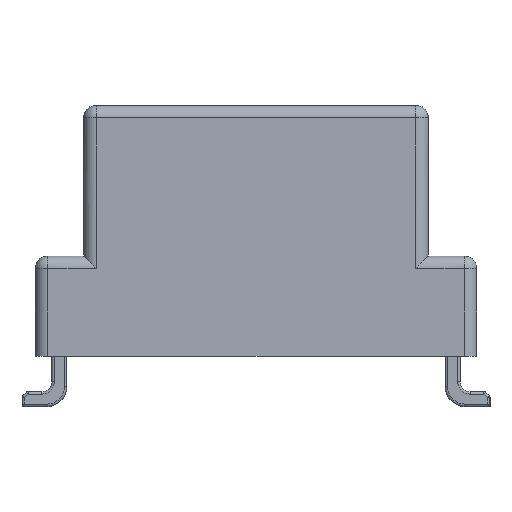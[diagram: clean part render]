
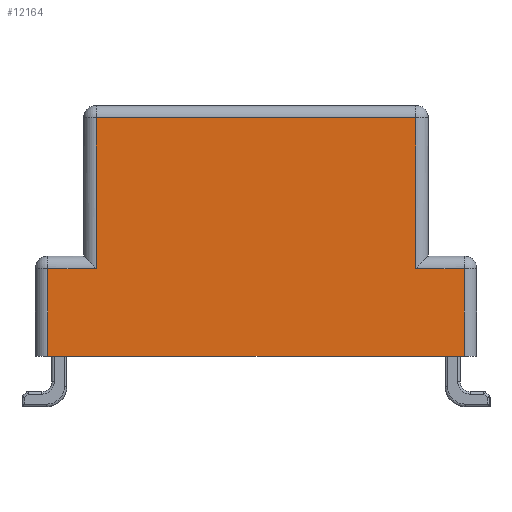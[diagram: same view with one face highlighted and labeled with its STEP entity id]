
A CAD part, left-side view. The second image highlights one B-rep face of the part: STEP entity #12164.
In plain terms, the highlighted planar face has unit normal (-1, 0, 0).
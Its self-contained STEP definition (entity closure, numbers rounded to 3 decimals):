
#204 = DIRECTION ( 'NONE',  ( 0., 0., 1. ) ) ;
#588 = VECTOR ( 'NONE', #19988, 1000. ) ;
#1321 = DIRECTION ( 'NONE',  ( 0., 1., 0. ) ) ;
#2141 = EDGE_CURVE ( 'NONE', #6183, #14925, #26432, .T. ) ;
#2374 = VERTEX_POINT ( 'NONE', #25976 ) ;
#3004 = VECTOR ( 'NONE', #1321, 1000. ) ;
#3052 = DIRECTION ( 'NONE',  ( 0., 0., -1. ) ) ;
#3369 = CARTESIAN_POINT ( 'NONE',  ( -6.35, 3.18, 4.75 ) ) ;
#4317 = EDGE_CURVE ( 'NONE', #21698, #9503, #7590, .T. ) ;
#4364 = LINE ( 'NONE', #4522, #17070 ) ;
#4399 = CARTESIAN_POINT ( 'NONE',  ( -6.35, 3.18, 1.75 ) ) ;
#4522 = CARTESIAN_POINT ( 'NONE',  ( -6.35, -4.145, 2. ) ) ;
#4610 = ORIENTED_EDGE ( 'NONE', *, *, #11135, .T. ) ;
#4671 = CARTESIAN_POINT ( 'NONE',  ( -6.35, 4.395, 1.75 ) ) ;
#5386 = LINE ( 'NONE', #7151, #12815 ) ;
#5902 = PLANE ( 'NONE',  #15029 ) ;
#6183 = VERTEX_POINT ( 'NONE', #18310 ) ;
#6233 = CARTESIAN_POINT ( 'NONE',  ( -6.35, 4.145, 0. ) ) ;
#6545 = VERTEX_POINT ( 'NONE', #24247 ) ;
#7151 = CARTESIAN_POINT ( 'NONE',  ( -6.35, 4.395, 0. ) ) ;
#7590 = LINE ( 'NONE', #25552, #14995 ) ;
#9503 = VERTEX_POINT ( 'NONE', #4399 ) ;
#9628 = DIRECTION ( 'NONE',  ( 0., -1., 0. ) ) ;
#10102 = VECTOR ( 'NONE', #10417, 1000. ) ;
#10417 = DIRECTION ( 'NONE',  ( 0., 1., 0. ) ) ;
#10471 = EDGE_CURVE ( 'NONE', #17128, #2374, #4364, .T. ) ;
#10567 = EDGE_LOOP ( 'NONE', ( #23005, #16016, #4610, #14724, #18148, #11172, #28465, #13036 ) ) ;
#10644 = CARTESIAN_POINT ( 'NONE',  ( -6.35, -3.18, 2. ) ) ;
#11135 = EDGE_CURVE ( 'NONE', #2374, #6183, #14515, .T. ) ;
#11172 = ORIENTED_EDGE ( 'NONE', *, *, #4317, .T. ) ;
#11247 = EDGE_CURVE ( 'NONE', #28529, #17128, #5386, .T. ) ;
#12164 = ADVANCED_FACE ( 'NONE', ( #25920 ), #5902, .F. ) ;
#12815 = VECTOR ( 'NONE', #9628, 1000. ) ;
#13036 = ORIENTED_EDGE ( 'NONE', *, *, #24483, .T. ) ;
#13284 = LINE ( 'NONE', #22168, #588 ) ;
#13590 = DIRECTION ( 'NONE',  ( 0., 1., 0. ) ) ;
#14515 = LINE ( 'NONE', #23419, #3004 ) ;
#14565 = EDGE_CURVE ( 'NONE', #9503, #6545, #15781, .T. ) ;
#14724 = ORIENTED_EDGE ( 'NONE', *, *, #2141, .T. ) ;
#14925 = VERTEX_POINT ( 'NONE', #28314 ) ;
#14995 = VECTOR ( 'NONE', #3052, 1000. ) ;
#15029 = AXIS2_PLACEMENT_3D ( 'NONE', #26616, #15089, #15366 ) ;
#15089 = DIRECTION ( 'NONE',  ( 1., 0., 0. ) ) ;
#15366 = DIRECTION ( 'NONE',  ( 0., 1., 0. ) ) ;
#15781 = LINE ( 'NONE', #4671, #24147 ) ;
#16016 = ORIENTED_EDGE ( 'NONE', *, *, #10471, .T. ) ;
#16917 = DIRECTION ( 'NONE',  ( 0., 0., 1. ) ) ;
#17070 = VECTOR ( 'NONE', #204, 1000. ) ;
#17128 = VERTEX_POINT ( 'NONE', #17739 ) ;
#17739 = CARTESIAN_POINT ( 'NONE',  ( -6.35, -4.145, 0. ) ) ;
#18148 = ORIENTED_EDGE ( 'NONE', *, *, #25761, .T. ) ;
#18162 = VECTOR ( 'NONE', #16917, 1000. ) ;
#18310 = CARTESIAN_POINT ( 'NONE',  ( -6.35, -3.18, 1.75 ) ) ;
#19630 = LINE ( 'NONE', #22084, #10102 ) ;
#19988 = DIRECTION ( 'NONE',  ( 0., 0., -1. ) ) ;
#21698 = VERTEX_POINT ( 'NONE', #3369 ) ;
#22084 = CARTESIAN_POINT ( 'NONE',  ( -6.35, 3.43, 4.75 ) ) ;
#22168 = CARTESIAN_POINT ( 'NONE',  ( -6.35, 4.145, 2. ) ) ;
#23005 = ORIENTED_EDGE ( 'NONE', *, *, #11247, .T. ) ;
#23419 = CARTESIAN_POINT ( 'NONE',  ( -6.35, -3.43, 1.75 ) ) ;
#24147 = VECTOR ( 'NONE', #13590, 1000. ) ;
#24247 = CARTESIAN_POINT ( 'NONE',  ( -6.35, 4.145, 1.75 ) ) ;
#24483 = EDGE_CURVE ( 'NONE', #6545, #28529, #13284, .T. ) ;
#25552 = CARTESIAN_POINT ( 'NONE',  ( -6.35, 3.18, 2. ) ) ;
#25761 = EDGE_CURVE ( 'NONE', #14925, #21698, #19630, .T. ) ;
#25920 = FACE_OUTER_BOUND ( 'NONE', #10567, .T. ) ;
#25976 = CARTESIAN_POINT ( 'NONE',  ( -6.35, -4.145, 1.75 ) ) ;
#26432 = LINE ( 'NONE', #10644, #18162 ) ;
#26616 = CARTESIAN_POINT ( 'NONE',  ( -6.35, 4.395, 2. ) ) ;
#28314 = CARTESIAN_POINT ( 'NONE',  ( -6.35, -3.18, 4.75 ) ) ;
#28465 = ORIENTED_EDGE ( 'NONE', *, *, #14565, .T. ) ;
#28529 = VERTEX_POINT ( 'NONE', #6233 ) ;
